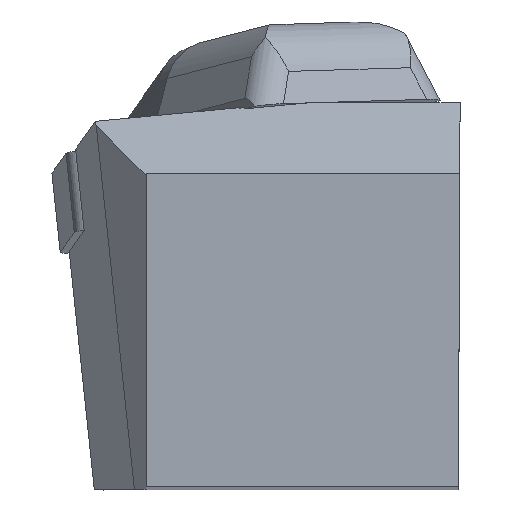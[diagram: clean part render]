
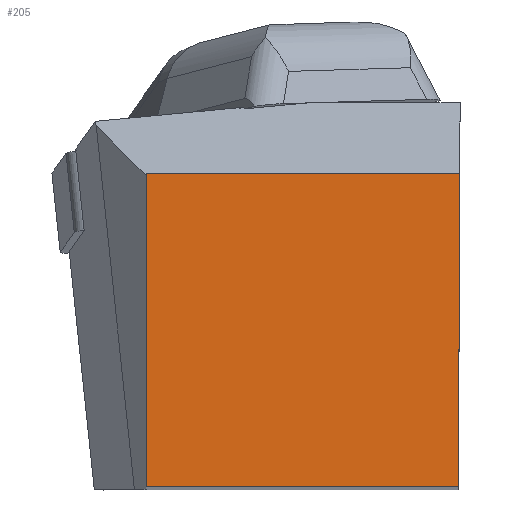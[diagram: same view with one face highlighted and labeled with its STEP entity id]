
A CAD part, top view. The second image highlights one B-rep face of the part: STEP entity #205.
In plain terms, the highlighted planar face has unit normal (0, 0, 1).
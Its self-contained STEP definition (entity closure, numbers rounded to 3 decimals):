
#146=FACE_OUTER_BOUND('',#564,.T.);
#205=ADVANCED_FACE('BLANK_BOXF006',(#146),#259,.F.);
#259=PLANE('',#1337);
#333=LINE('',#1928,#453);
#339=LINE('',#1940,#459);
#346=LINE('',#1953,#466);
#347=LINE('',#1955,#467);
#453=VECTOR('',#1524,1.);
#459=VECTOR('',#1532,1.);
#466=VECTOR('',#1543,1.);
#467=VECTOR('',#1544,1.);
#564=EDGE_LOOP('',(#717,#718,#719,#720));
#717=ORIENTED_EDGE('',*,*,#1118,.F.);
#718=ORIENTED_EDGE('',*,*,#1111,.F.);
#719=ORIENTED_EDGE('',*,*,#1105,.F.);
#720=ORIENTED_EDGE('',*,*,#1119,.F.);
#982=VERTEX_POINT('',#1927);
#983=VERTEX_POINT('',#1929);
#988=VERTEX_POINT('',#1941);
#992=VERTEX_POINT('',#1954);
#1105=EDGE_CURVE('',#982,#983,#333,.T.);
#1111=EDGE_CURVE('',#983,#988,#339,.T.);
#1118=EDGE_CURVE('',#988,#992,#346,.T.);
#1119=EDGE_CURVE('',#992,#982,#347,.T.);
#1337=AXIS2_PLACEMENT_3D('',#1956,#1545,#1546);
#1524=DIRECTION('',(-0.004,-1.,0.));
#1532=DIRECTION('',(-1.,0.,0.));
#1543=DIRECTION('',(0.,1.,0.));
#1544=DIRECTION('',(1.,0.,0.));
#1545=DIRECTION('',(0.,0.,-1.));
#1546=DIRECTION('',(-1.,0.,0.));
#1927=CARTESIAN_POINT('',(0.,24.875,0.));
#1928=CARTESIAN_POINT('',(0.622,167.348,0.));
#1929=CARTESIAN_POINT('',(-0.109,0.,0.));
#1940=CARTESIAN_POINT('',(167.35,0.,0.));
#1941=CARTESIAN_POINT('',(-24.875,0.,0.));
#1953=CARTESIAN_POINT('',(-24.875,-167.35,0.));
#1954=CARTESIAN_POINT('',(-24.875,24.875,0.));
#1955=CARTESIAN_POINT('',(-167.35,24.875,0.));
#1956=CARTESIAN_POINT('',(-48.35,-5.,0.));
